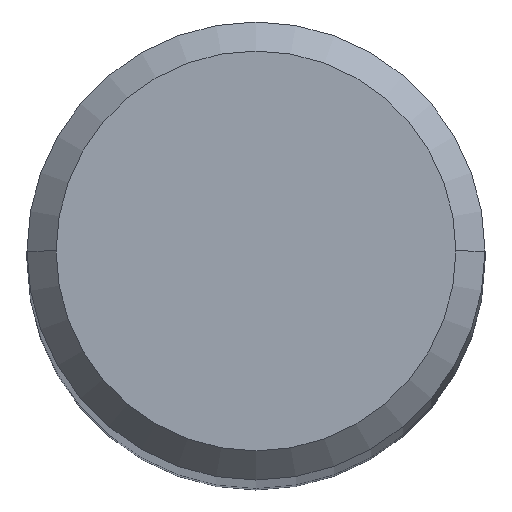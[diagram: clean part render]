
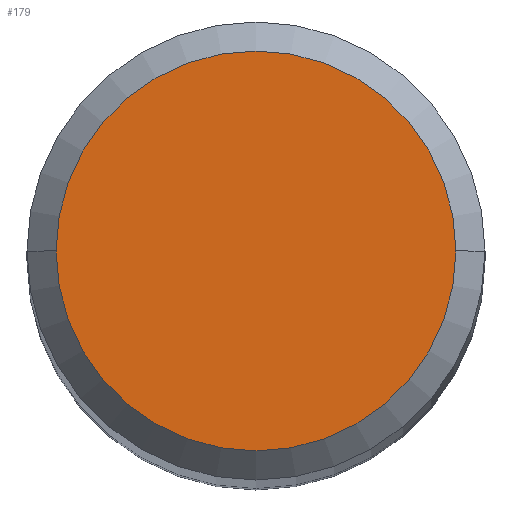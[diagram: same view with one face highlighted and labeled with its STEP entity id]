
A CAD part, top view. The second image highlights one B-rep face of the part: STEP entity #179.
In plain terms, the highlighted planar face has unit normal (0, 0, 1).
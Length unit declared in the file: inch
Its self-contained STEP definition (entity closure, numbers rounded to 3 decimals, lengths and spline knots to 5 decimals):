
#6 = DIRECTION ( 'NONE',  ( -1., 0., 0. ) ) ;
#8 = CARTESIAN_POINT ( 'NONE',  ( 0., 0.1375, 0. ) ) ;
#28 = VERTEX_POINT ( 'NONE', #222 ) ;
#75 = EDGE_CURVE ( 'NONE', #28, #196, #94, .T. ) ;
#86 = CIRCLE ( 'NONE', #278, 0.1375 ) ;
#93 = FACE_OUTER_BOUND ( 'NONE', #111, .T. ) ;
#94 = CIRCLE ( 'NONE', #112, 0.1375 ) ;
#111 = EDGE_LOOP ( 'NONE', ( #361, #134 ) ) ;
#112 = AXIS2_PLACEMENT_3D ( 'NONE', #276, #251, #226 ) ;
#134 = ORIENTED_EDGE ( 'NONE', *, *, #193, .T. ) ;
#150 = PLANE ( 'NONE',  #352 ) ;
#179 = ADVANCED_FACE ( 'NONE', ( #93 ), #150, .F. ) ;
#193 = EDGE_CURVE ( 'NONE', #196, #28, #86, .T. ) ;
#196 = VERTEX_POINT ( 'NONE', #348 ) ;
#208 = CARTESIAN_POINT ( 'NONE',  ( 0., 0., 0. ) ) ;
#222 = CARTESIAN_POINT ( 'NONE',  ( -0.1375, 0., 0. ) ) ;
#226 = DIRECTION ( 'NONE',  ( 1., 0., 0. ) ) ;
#234 = DIRECTION ( 'NONE',  ( 0., 0., -1. ) ) ;
#251 = DIRECTION ( 'NONE',  ( 0., 0., 1. ) ) ;
#276 = CARTESIAN_POINT ( 'NONE',  ( 0., 0., 0. ) ) ;
#278 = AXIS2_PLACEMENT_3D ( 'NONE', #208, #282, #317 ) ;
#282 = DIRECTION ( 'NONE',  ( 0., 0., 1. ) ) ;
#317 = DIRECTION ( 'NONE',  ( 1., 0., 0. ) ) ;
#348 = CARTESIAN_POINT ( 'NONE',  ( 0.1375, 0., 0. ) ) ;
#352 = AXIS2_PLACEMENT_3D ( 'NONE', #8, #234, #6 ) ;
#361 = ORIENTED_EDGE ( 'NONE', *, *, #75, .T. ) ;
